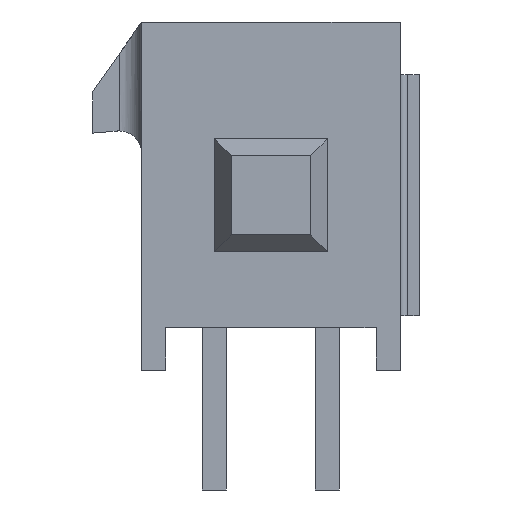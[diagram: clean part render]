
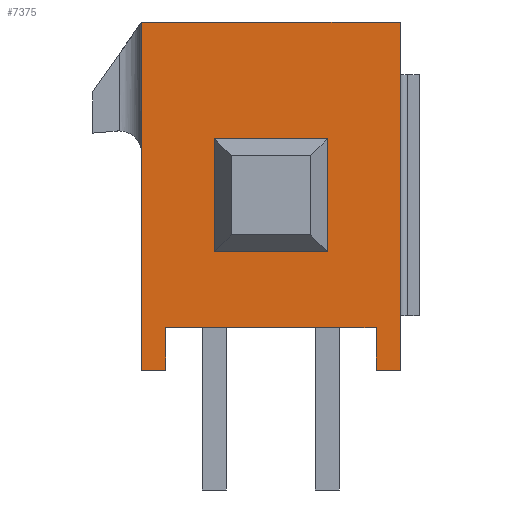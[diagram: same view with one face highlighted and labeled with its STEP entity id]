
A CAD part, left-side view. The second image highlights one B-rep face of the part: STEP entity #7375.
In plain terms, the highlighted planar face has unit normal (-1, 0, 0).
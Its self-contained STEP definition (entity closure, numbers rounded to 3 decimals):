
#2=DIRECTION('',(0.,0.,1.));
#3=VECTOR('',#2,9.24);
#4=CARTESIAN_POINT('',(-18.43,3.43,-9.24));
#5=LINE('',#4,#3);
#6=DIRECTION('',(0.,-1.,0.));
#7=VECTOR('',#6,6.86);
#8=CARTESIAN_POINT('',(-18.43,3.43,0.));
#9=LINE('',#8,#7);
#10=DIRECTION('',(0.,0.,-1.));
#11=VECTOR('',#10,9.24);
#12=CARTESIAN_POINT('',(-18.43,-3.43,0.));
#13=LINE('',#12,#11);
#14=DIRECTION('',(0.,1.,0.));
#15=VECTOR('',#14,0.64);
#16=CARTESIAN_POINT('',(-18.43,-3.43,-9.24));
#17=LINE('',#16,#15);
#18=DIRECTION('',(0.,0.,1.));
#19=VECTOR('',#18,1.13);
#20=CARTESIAN_POINT('',(-18.43,-2.79,-9.24));
#21=LINE('',#20,#19);
#22=DIRECTION('',(0.,1.,0.));
#23=VECTOR('',#22,5.58);
#24=CARTESIAN_POINT('',(-18.43,-2.79,-8.11));
#25=LINE('',#24,#23);
#26=DIRECTION('',(0.,0.,-1.));
#27=VECTOR('',#26,1.13);
#28=CARTESIAN_POINT('',(-18.43,2.79,-8.11));
#29=LINE('',#28,#27);
#30=DIRECTION('',(0.,1.,0.));
#31=VECTOR('',#30,0.64);
#32=CARTESIAN_POINT('',(-18.43,2.79,-9.24));
#33=LINE('',#32,#31);
#34=DIRECTION('',(0.,0.,-1.));
#35=VECTOR('',#34,2.);
#36=CARTESIAN_POINT('',(-18.43,-1.,-3.6));
#37=LINE('',#36,#35);
#38=DIRECTION('',(0.,1.,0.));
#39=VECTOR('',#38,2.);
#40=CARTESIAN_POINT('',(-18.43,-1.,-3.6));
#41=LINE('',#40,#39);
#42=DIRECTION('',(0.,0.,-1.));
#43=VECTOR('',#42,2.);
#44=CARTESIAN_POINT('',(-18.43,1.,-3.6));
#45=LINE('',#44,#43);
#46=DIRECTION('',(0.,1.,0.));
#47=VECTOR('',#46,2.);
#48=CARTESIAN_POINT('',(-18.43,-1.,-5.6));
#49=LINE('',#48,#47);
#5522=CARTESIAN_POINT('',(-18.43,3.43,-9.24));
#5523=CARTESIAN_POINT('',(-18.43,3.43,0.));
#5524=VERTEX_POINT('',#5522);
#5525=VERTEX_POINT('',#5523);
#5526=CARTESIAN_POINT('',(-18.43,-3.43,0.));
#5527=VERTEX_POINT('',#5526);
#5528=CARTESIAN_POINT('',(-18.43,-3.43,-9.24));
#5529=VERTEX_POINT('',#5528);
#5530=CARTESIAN_POINT('',(-18.43,-2.79,-9.24));
#5531=VERTEX_POINT('',#5530);
#5532=CARTESIAN_POINT('',(-18.43,-2.79,-8.11));
#5533=VERTEX_POINT('',#5532);
#5534=CARTESIAN_POINT('',(-18.43,2.79,-8.11));
#5535=VERTEX_POINT('',#5534);
#5536=CARTESIAN_POINT('',(-18.43,2.79,-9.24));
#5537=VERTEX_POINT('',#5536);
#5578=CARTESIAN_POINT('',(-18.43,-1.,-3.6));
#5579=CARTESIAN_POINT('',(-18.43,-1.,-5.6));
#5580=VERTEX_POINT('',#5578);
#5581=VERTEX_POINT('',#5579);
#5582=CARTESIAN_POINT('',(-18.43,1.,-3.6));
#5583=CARTESIAN_POINT('',(-18.43,1.,-5.6));
#5584=VERTEX_POINT('',#5582);
#5585=VERTEX_POINT('',#5583);
#7342=CARTESIAN_POINT('',(-18.43,0.,0.));
#7343=DIRECTION('',(1.,0.,0.));
#7344=DIRECTION('',(0.,-1.,0.));
#7345=AXIS2_PLACEMENT_3D('',#7342,#7343,#7344);
#7346=PLANE('',#7345);
#7348=ORIENTED_EDGE('',*,*,#7347,.T.);
#7350=ORIENTED_EDGE('',*,*,#7349,.T.);
#7352=ORIENTED_EDGE('',*,*,#7351,.T.);
#7354=ORIENTED_EDGE('',*,*,#7353,.T.);
#7356=ORIENTED_EDGE('',*,*,#7355,.T.);
#7358=ORIENTED_EDGE('',*,*,#7357,.T.);
#7360=ORIENTED_EDGE('',*,*,#7359,.T.);
#7362=ORIENTED_EDGE('',*,*,#7361,.T.);
#7363=EDGE_LOOP('',(#7348,#7350,#7352,#7354,#7356,#7358,#7360,#7362));
#7364=FACE_OUTER_BOUND('',#7363,.F.);
#7366=ORIENTED_EDGE('',*,*,#7365,.F.);
#7368=ORIENTED_EDGE('',*,*,#7367,.T.);
#7370=ORIENTED_EDGE('',*,*,#7369,.T.);
#7372=ORIENTED_EDGE('',*,*,#7371,.F.);
#7373=EDGE_LOOP('',(#7366,#7368,#7370,#7372));
#7374=FACE_BOUND('',#7373,.F.);
#7347=EDGE_CURVE('',#5524,#5525,#5,.T.);
#7349=EDGE_CURVE('',#5525,#5527,#9,.T.);
#7351=EDGE_CURVE('',#5527,#5529,#13,.T.);
#7353=EDGE_CURVE('',#5529,#5531,#17,.T.);
#7355=EDGE_CURVE('',#5531,#5533,#21,.T.);
#7357=EDGE_CURVE('',#5533,#5535,#25,.T.);
#7359=EDGE_CURVE('',#5535,#5537,#29,.T.);
#7361=EDGE_CURVE('',#5537,#5524,#33,.T.);
#7365=EDGE_CURVE('',#5580,#5581,#37,.T.);
#7367=EDGE_CURVE('',#5580,#5584,#41,.T.);
#7369=EDGE_CURVE('',#5584,#5585,#45,.T.);
#7371=EDGE_CURVE('',#5581,#5585,#49,.T.);
#7375=ADVANCED_FACE('',(#7364,#7374),#7346,.F.);
